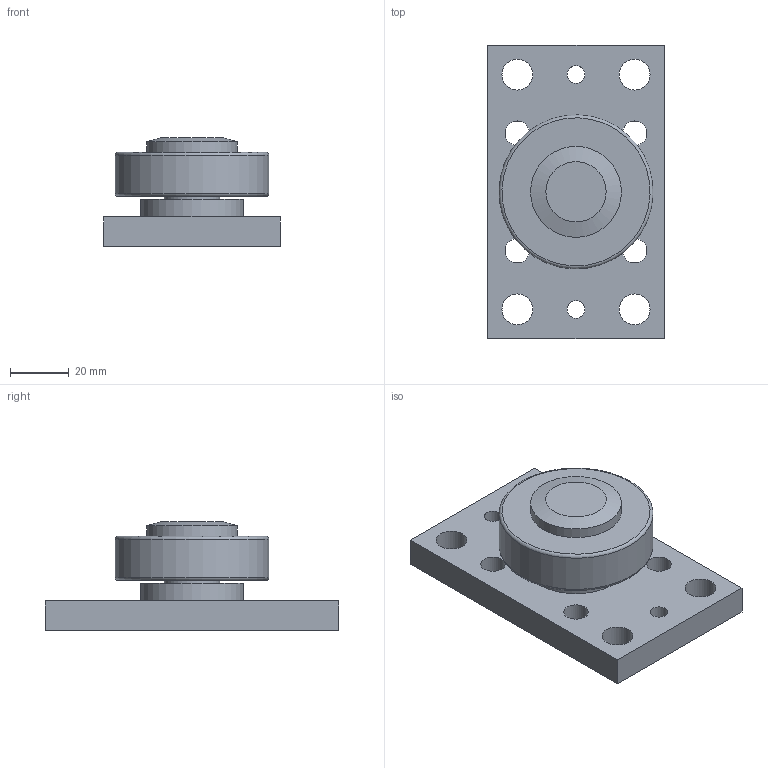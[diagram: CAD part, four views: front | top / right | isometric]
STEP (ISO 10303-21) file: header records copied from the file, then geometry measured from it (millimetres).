
FILE_DESCRIPTION((''),'2;1');
FILE_NAME('ALFATEC_AS 050.0360.BR1100.stp','2012-04-13T12:27:08',('Wenzelburger'),(''),'Autodesk Inventor 2012','Autodesk Inventor 2012','');
FILE_SCHEMA(('AUTOMOTIVE_DESIGN { 1 0 10303 214 1 1 1 1 }'));
Length unit declared in the file: millimetre
Products named in the file (1): AS 050.0360.BR_Konturvereinfachung_1
Bounding box: 60 x 100 x 37 mm (x, y, z)
Volume: 95438.9 mm3; surface area: 24096.9 mm2
Topology: 1 solids, 2 shells, 30 faces, 75 edges, 53 vertices
Faces by surface type: cylinder 15, plane 12, torus 2, cone 1
Full cylindrical faces by diameter (mm): 6 x2, 6.647 x1, 8.376 x4, 10.5 x4, 19 x1, 31 x1, 35 x1, 52.5 x1
Entity records: 822 total; most frequent: DIRECTION 140, CARTESIAN_POINT 117, ORIENTED_EDGE 90, EDGE_LOOP 72, AXIS2_PLACEMENT_3D 64, EDGE_CURVE 45, FACE_BOUND 42, VERTEX_POINT 41
